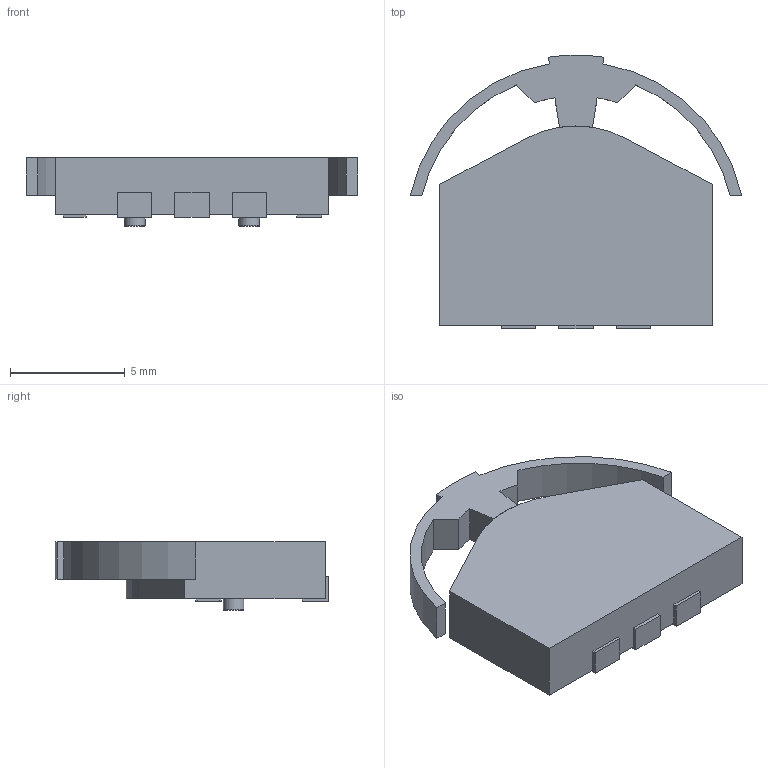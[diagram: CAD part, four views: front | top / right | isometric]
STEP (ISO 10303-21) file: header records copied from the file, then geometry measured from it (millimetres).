
FILE_DESCRIPTION(/* description */ ('STEP AP242','CAx-IF Rec.Pracs.---Representation and Presentation of Product Manufacturing Information (PMI)---4.0---2014-10-13','CAx-IF Rec.Pracs.---3D Tessellated Geometry---0.4---2014-09-14','2;1'),/* implementation_level */ '2;1');
FILE_NAME(/* name */ '67c432109ac02d7823595b86',/* time_stamp */ '2025-03-02T10:25:21Z',/* author */ (''),/* organization */ (''),/* preprocessor_version */ 'ST-DEVELOPER v20',/* originating_system */ 'ONSHAPE BY PTC INC, 1.194',/* authorisation */ ' ');
FILE_SCHEMA (('AP242_MANAGED_MODEL_BASED_3D_ENGINEERING_MIM_LF { 1 0 10303 442 1 1 4 }'));
Length unit declared in the file: metre
Products named in the file (7): stick; Bse; Part 3; Part 4; Part 5; Part 6; Part 7
Bounding box: 14.47 x 11.94 x 3 mm (x, y, z)
Volume: 257.9 mm3; surface area: 410.5 mm2
Topology: 7 solids, 7 shells, 68 faces, 154 edges, 102 vertices
Faces by surface type: plane 55, cylinder 11, torus 2
Full cylindrical faces by diameter (mm): 0.9 x2
Entity records: 2040 total; most frequent: CARTESIAN_POINT 327, DIRECTION 324, ORIENTED_EDGE 300, EDGE_CURVE 150, LINE 126, VECTOR 126, VERTEX_POINT 102, AXIS2_PLACEMENT_3D 99
